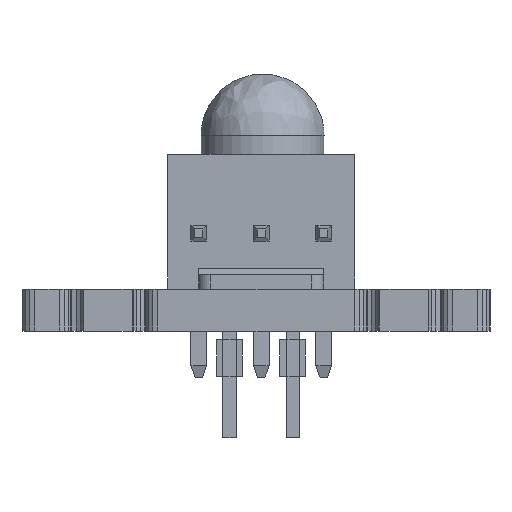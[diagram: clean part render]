
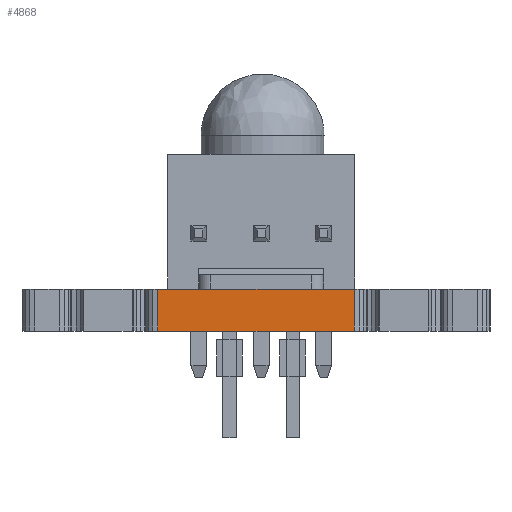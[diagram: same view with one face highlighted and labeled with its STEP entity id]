
A CAD part, left-side view. The second image highlights one B-rep face of the part: STEP entity #4868.
In plain terms, the highlighted planar face has unit normal (-1, 0, 0).
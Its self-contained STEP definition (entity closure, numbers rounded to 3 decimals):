
#91 = PLANE('',#92);
#92 = AXIS2_PLACEMENT_3D('',#93,#94,#95);
#93 = CARTESIAN_POINT('',(-25.234,-1.387,1.697));
#94 = DIRECTION('',(0.,0.,1.));
#95 = DIRECTION('',(1.,0.,0.));
#145 = PLANE('',#146);
#146 = AXIS2_PLACEMENT_3D('',#147,#148,#149);
#147 = CARTESIAN_POINT('',(-25.234,-1.387,0.));
#148 = DIRECTION('',(0.,0.,1.));
#149 = DIRECTION('',(1.,0.,0.));
#4760 = PLANE('',#4761);
#4761 = AXIS2_PLACEMENT_3D('',#4762,#4763,#4764);
#4762 = CARTESIAN_POINT('',(-29.739,4.128,0.));
#4763 = DIRECTION('',(-1.,0.015,0.));
#4764 = DIRECTION('',(0.015,1.,0.));
#4798 = VERTEX_POINT('',#4799);
#4799 = CARTESIAN_POINT('',(-29.739,4.128,1.697));
#4820 = EDGE_CURVE('',#4821,#4798,#4823,.T.);
#4821 = VERTEX_POINT('',#4822);
#4822 = CARTESIAN_POINT('',(-29.739,4.128,0.));
#4823 = SURFACE_CURVE('',#4824,(#4828,#4835),.PCURVE_S1.);
#4824 = LINE('',#4825,#4826);
#4825 = CARTESIAN_POINT('',(-29.739,4.128,0.));
#4826 = VECTOR('',#4827,1.);
#4827 = DIRECTION('',(0.,0.,1.));
#4828 = PCURVE('',#4760,#4829);
#4829 = DEFINITIONAL_REPRESENTATION('',(#4830),#4834);
#4830 = LINE('',#4831,#4832);
#4831 = CARTESIAN_POINT('',(0.,0.));
#4832 = VECTOR('',#4833,1.);
#4833 = DIRECTION('',(0.,-1.));
#4834 = ( GEOMETRIC_REPRESENTATION_CONTEXT(2) 
PARAMETRIC_REPRESENTATION_CONTEXT() REPRESENTATION_CONTEXT('2D SPACE',''
  ) );
#4835 = PCURVE('',#4836,#4841);
#4836 = PLANE('',#4837);
#4837 = AXIS2_PLACEMENT_3D('',#4838,#4839,#4840);
#4838 = CARTESIAN_POINT('',(-29.739,4.128,0.));
#4839 = DIRECTION('',(-1.,0.,0.));
#4840 = DIRECTION('',(0.,1.,0.));
#4841 = DEFINITIONAL_REPRESENTATION('',(#4842),#4846);
#4842 = LINE('',#4843,#4844);
#4843 = CARTESIAN_POINT('',(0.,0.));
#4844 = VECTOR('',#4845,1.);
#4845 = DIRECTION('',(0.,-1.));
#4846 = ( GEOMETRIC_REPRESENTATION_CONTEXT(2) 
PARAMETRIC_REPRESENTATION_CONTEXT() REPRESENTATION_CONTEXT('2D SPACE',''
  ) );
#4868 = ADVANCED_FACE('',(#4869),#4836,.T.);
#4869 = FACE_BOUND('',#4870,.T.);
#4870 = EDGE_LOOP('',(#4871,#4872,#4895,#4923));
#4871 = ORIENTED_EDGE('',*,*,#4820,.T.);
#4872 = ORIENTED_EDGE('',*,*,#4873,.T.);
#4873 = EDGE_CURVE('',#4798,#4874,#4876,.T.);
#4874 = VERTEX_POINT('',#4875);
#4875 = CARTESIAN_POINT('',(-29.739,12.128,1.697));
#4876 = SURFACE_CURVE('',#4877,(#4881,#4888),.PCURVE_S1.);
#4877 = LINE('',#4878,#4879);
#4878 = CARTESIAN_POINT('',(-29.739,4.128,1.697));
#4879 = VECTOR('',#4880,1.);
#4880 = DIRECTION('',(0.,1.,0.));
#4881 = PCURVE('',#4836,#4882);
#4882 = DEFINITIONAL_REPRESENTATION('',(#4883),#4887);
#4883 = LINE('',#4884,#4885);
#4884 = CARTESIAN_POINT('',(0.,-1.697));
#4885 = VECTOR('',#4886,1.);
#4886 = DIRECTION('',(1.,0.));
#4887 = ( GEOMETRIC_REPRESENTATION_CONTEXT(2) 
PARAMETRIC_REPRESENTATION_CONTEXT() REPRESENTATION_CONTEXT('2D SPACE',''
  ) );
#4888 = PCURVE('',#91,#4889);
#4889 = DEFINITIONAL_REPRESENTATION('',(#4890),#4894);
#4890 = LINE('',#4891,#4892);
#4891 = CARTESIAN_POINT('',(-4.505,5.515));
#4892 = VECTOR('',#4893,1.);
#4893 = DIRECTION('',(0.,1.));
#4894 = ( GEOMETRIC_REPRESENTATION_CONTEXT(2) 
PARAMETRIC_REPRESENTATION_CONTEXT() REPRESENTATION_CONTEXT('2D SPACE',''
  ) );
#4895 = ORIENTED_EDGE('',*,*,#4896,.F.);
#4896 = EDGE_CURVE('',#4897,#4874,#4899,.T.);
#4897 = VERTEX_POINT('',#4898);
#4898 = CARTESIAN_POINT('',(-29.739,12.128,0.));
#4899 = SURFACE_CURVE('',#4900,(#4904,#4911),.PCURVE_S1.);
#4900 = LINE('',#4901,#4902);
#4901 = CARTESIAN_POINT('',(-29.739,12.128,0.));
#4902 = VECTOR('',#4903,1.);
#4903 = DIRECTION('',(0.,0.,1.));
#4904 = PCURVE('',#4836,#4905);
#4905 = DEFINITIONAL_REPRESENTATION('',(#4906),#4910);
#4906 = LINE('',#4907,#4908);
#4907 = CARTESIAN_POINT('',(8.,0.));
#4908 = VECTOR('',#4909,1.);
#4909 = DIRECTION('',(0.,-1.));
#4910 = ( GEOMETRIC_REPRESENTATION_CONTEXT(2) 
PARAMETRIC_REPRESENTATION_CONTEXT() REPRESENTATION_CONTEXT('2D SPACE',''
  ) );
#4911 = PCURVE('',#4912,#4917);
#4912 = PLANE('',#4913);
#4913 = AXIS2_PLACEMENT_3D('',#4914,#4915,#4916);
#4914 = CARTESIAN_POINT('',(-29.739,12.128,0.));
#4915 = DIRECTION('',(-0.017,-1.,0.));
#4916 = DIRECTION('',(-1.,0.017,0.));
#4917 = DEFINITIONAL_REPRESENTATION('',(#4918),#4922);
#4918 = LINE('',#4919,#4920);
#4919 = CARTESIAN_POINT('',(0.,0.));
#4920 = VECTOR('',#4921,1.);
#4921 = DIRECTION('',(0.,-1.));
#4922 = ( GEOMETRIC_REPRESENTATION_CONTEXT(2) 
PARAMETRIC_REPRESENTATION_CONTEXT() REPRESENTATION_CONTEXT('2D SPACE',''
  ) );
#4923 = ORIENTED_EDGE('',*,*,#4924,.F.);
#4924 = EDGE_CURVE('',#4821,#4897,#4925,.T.);
#4925 = SURFACE_CURVE('',#4926,(#4930,#4937),.PCURVE_S1.);
#4926 = LINE('',#4927,#4928);
#4927 = CARTESIAN_POINT('',(-29.739,4.128,0.));
#4928 = VECTOR('',#4929,1.);
#4929 = DIRECTION('',(0.,1.,0.));
#4930 = PCURVE('',#4836,#4931);
#4931 = DEFINITIONAL_REPRESENTATION('',(#4932),#4936);
#4932 = LINE('',#4933,#4934);
#4933 = CARTESIAN_POINT('',(0.,0.));
#4934 = VECTOR('',#4935,1.);
#4935 = DIRECTION('',(1.,0.));
#4936 = ( GEOMETRIC_REPRESENTATION_CONTEXT(2) 
PARAMETRIC_REPRESENTATION_CONTEXT() REPRESENTATION_CONTEXT('2D SPACE',''
  ) );
#4937 = PCURVE('',#145,#4938);
#4938 = DEFINITIONAL_REPRESENTATION('',(#4939),#4943);
#4939 = LINE('',#4940,#4941);
#4940 = CARTESIAN_POINT('',(-4.505,5.515));
#4941 = VECTOR('',#4942,1.);
#4942 = DIRECTION('',(0.,1.));
#4943 = ( GEOMETRIC_REPRESENTATION_CONTEXT(2) 
PARAMETRIC_REPRESENTATION_CONTEXT() REPRESENTATION_CONTEXT('2D SPACE',''
  ) );
